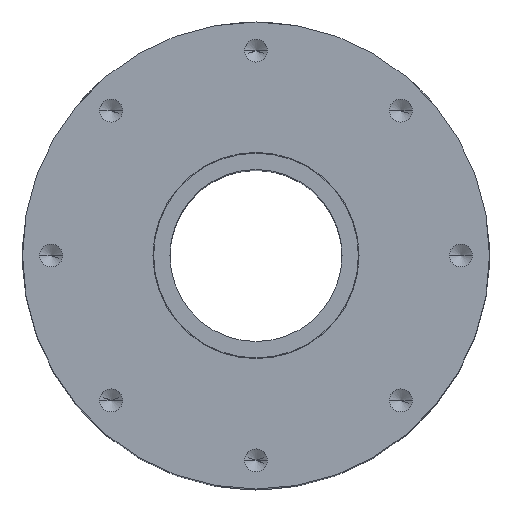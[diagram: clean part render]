
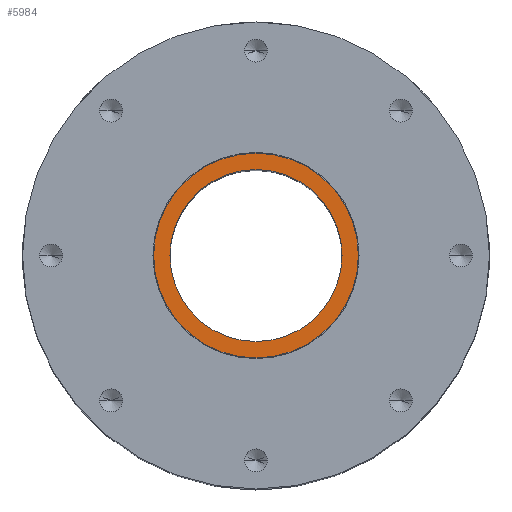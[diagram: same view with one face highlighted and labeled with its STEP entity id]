
A CAD part, top view. The second image highlights one B-rep face of the part: STEP entity #5984.
In plain terms, the highlighted planar face has unit normal (0, 0, 1).
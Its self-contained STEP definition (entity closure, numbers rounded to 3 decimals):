
#227 = CARTESIAN_POINT ( 'NONE',  ( 0., 0., 366. ) ) ;
#258 = CIRCLE ( 'NONE', #4993, 52.5 ) ;
#323 = CIRCLE ( 'NONE', #6210, 62.5 ) ;
#378 = EDGE_CURVE ( 'NONE', #7450, #7232, #3260, .T. ) ;
#542 = DIRECTION ( 'NONE',  ( 1., 0., 0. ) ) ;
#876 = CARTESIAN_POINT ( 'NONE',  ( 52.5, 0., 366. ) ) ;
#912 = DIRECTION ( 'NONE',  ( 1., 0., 0. ) ) ;
#1185 = DIRECTION ( 'NONE',  ( 0., 0., -1. ) ) ;
#1220 = AXIS2_PLACEMENT_3D ( 'NONE', #1691, #2837, #6948 ) ;
#1285 = AXIS2_PLACEMENT_3D ( 'NONE', #227, #3891, #912 ) ;
#1488 = ORIENTED_EDGE ( 'NONE', *, *, #4760, .T. ) ;
#1518 = EDGE_CURVE ( 'NONE', #7389, #6987, #258, .T. ) ;
#1617 = CARTESIAN_POINT ( 'NONE',  ( 0., 0., 366. ) ) ;
#1691 = CARTESIAN_POINT ( 'NONE',  ( 0., 0., 366. ) ) ;
#2197 = DIRECTION ( 'NONE',  ( -1., 0., 0. ) ) ;
#2220 = FACE_BOUND ( 'NONE', #4483, .T. ) ;
#2527 = ORIENTED_EDGE ( 'NONE', *, *, #378, .T. ) ;
#2756 = ORIENTED_EDGE ( 'NONE', *, *, #1518, .T. ) ;
#2837 = DIRECTION ( 'NONE',  ( 0., 0., 1. ) ) ;
#3189 = CIRCLE ( 'NONE', #3656, 52.5 ) ;
#3260 = CIRCLE ( 'NONE', #1285, 62.5 ) ;
#3608 = FACE_OUTER_BOUND ( 'NONE', #7387, .T. ) ;
#3656 = AXIS2_PLACEMENT_3D ( 'NONE', #1617, #5699, #2197 ) ;
#3891 = DIRECTION ( 'NONE',  ( 0., 0., 1. ) ) ;
#4044 = DIRECTION ( 'NONE',  ( 0., 0., 1. ) ) ;
#4342 = CARTESIAN_POINT ( 'NONE',  ( 62.5, 0., 366. ) ) ;
#4483 = EDGE_LOOP ( 'NONE', ( #1488, #2756 ) ) ;
#4676 = CARTESIAN_POINT ( 'NONE',  ( 0., 0., 366. ) ) ;
#4760 = EDGE_CURVE ( 'NONE', #6987, #7389, #3189, .T. ) ;
#4993 = AXIS2_PLACEMENT_3D ( 'NONE', #4676, #1185, #5258 ) ;
#5069 = CARTESIAN_POINT ( 'NONE',  ( -52.5, 0., 366. ) ) ;
#5258 = DIRECTION ( 'NONE',  ( -1., 0., 0. ) ) ;
#5699 = DIRECTION ( 'NONE',  ( 0., 0., -1. ) ) ;
#5984 = ADVANCED_FACE ( 'NONE', ( #2220, #3608 ), #6358, .T. ) ;
#6210 = AXIS2_PLACEMENT_3D ( 'NONE', #7555, #4044, #542 ) ;
#6358 = PLANE ( 'NONE',  #1220 ) ;
#6563 = ORIENTED_EDGE ( 'NONE', *, *, #7482, .T. ) ;
#6948 = DIRECTION ( 'NONE',  ( 1., 0., 0. ) ) ;
#6987 = VERTEX_POINT ( 'NONE', #5069 ) ;
#7232 = VERTEX_POINT ( 'NONE', #4342 ) ;
#7387 = EDGE_LOOP ( 'NONE', ( #6563, #2527 ) ) ;
#7389 = VERTEX_POINT ( 'NONE', #876 ) ;
#7450 = VERTEX_POINT ( 'NONE', #7492 ) ;
#7482 = EDGE_CURVE ( 'NONE', #7232, #7450, #323, .T. ) ;
#7492 = CARTESIAN_POINT ( 'NONE',  ( -62.5, 0., 366. ) ) ;
#7555 = CARTESIAN_POINT ( 'NONE',  ( 0., 0., 366. ) ) ;
